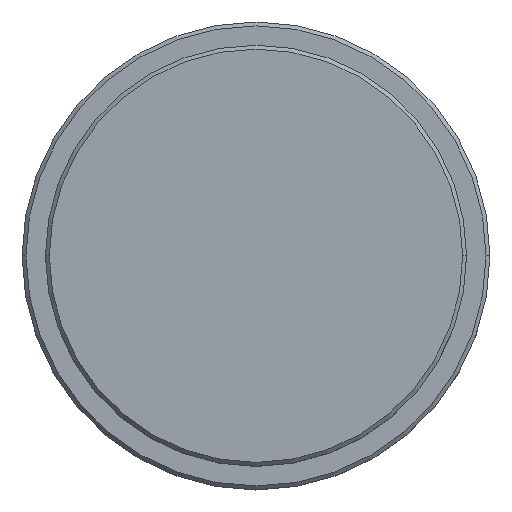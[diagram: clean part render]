
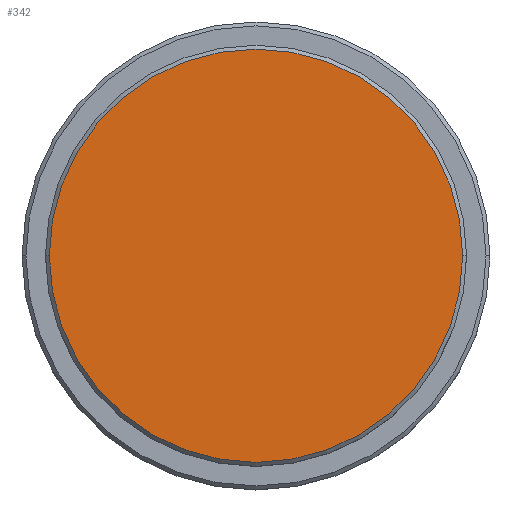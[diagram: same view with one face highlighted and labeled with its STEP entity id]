
A CAD part, top view. The second image highlights one B-rep face of the part: STEP entity #342.
In plain terms, the highlighted planar face has unit normal (0, 0, 1).
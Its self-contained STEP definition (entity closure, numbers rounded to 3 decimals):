
#41 = CARTESIAN_POINT ( 'NONE',  ( 26.5, 0., 0. ) ) ;
#90 = VERTEX_POINT ( 'NONE', #41 ) ;
#116 = DIRECTION ( 'NONE',  ( 1., 0., 0. ) ) ;
#128 = CIRCLE ( 'NONE', #171, 26.5 ) ;
#171 = AXIS2_PLACEMENT_3D ( 'NONE', #186, #753, #640 ) ;
#186 = CARTESIAN_POINT ( 'NONE',  ( 0., 0., 0. ) ) ;
#223 = CARTESIAN_POINT ( 'NONE',  ( 0., 0., 0. ) ) ;
#292 = EDGE_LOOP ( 'NONE', ( #1316, #764 ) ) ;
#342 = ADVANCED_FACE ( 'NONE', ( #970 ), #1077, .T. ) ;
#401 = CIRCLE ( 'NONE', #556, 26.5 ) ;
#416 = CARTESIAN_POINT ( 'NONE',  ( -26.5, 0., 0. ) ) ;
#553 = AXIS2_PLACEMENT_3D ( 'NONE', #223, #1297, #116 ) ;
#556 = AXIS2_PLACEMENT_3D ( 'NONE', #907, #1247, #827 ) ;
#640 = DIRECTION ( 'NONE',  ( 1., 0., 0. ) ) ;
#685 = VERTEX_POINT ( 'NONE', #416 ) ;
#753 = DIRECTION ( 'NONE',  ( 0., 0., 1. ) ) ;
#764 = ORIENTED_EDGE ( 'NONE', *, *, #965, .T. ) ;
#827 = DIRECTION ( 'NONE',  ( 1., 0., 0. ) ) ;
#907 = CARTESIAN_POINT ( 'NONE',  ( 0., 0., 0. ) ) ;
#965 = EDGE_CURVE ( 'NONE', #90, #685, #401, .T. ) ;
#970 = FACE_OUTER_BOUND ( 'NONE', #292, .T. ) ;
#1077 = PLANE ( 'NONE',  #553 ) ;
#1203 = EDGE_CURVE ( 'NONE', #685, #90, #128, .T. ) ;
#1247 = DIRECTION ( 'NONE',  ( 0., 0., 1. ) ) ;
#1297 = DIRECTION ( 'NONE',  ( 0., 0., 1. ) ) ;
#1316 = ORIENTED_EDGE ( 'NONE', *, *, #1203, .T. ) ;
